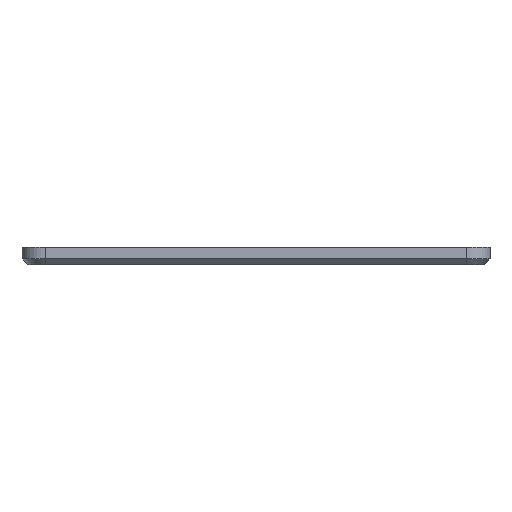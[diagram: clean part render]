
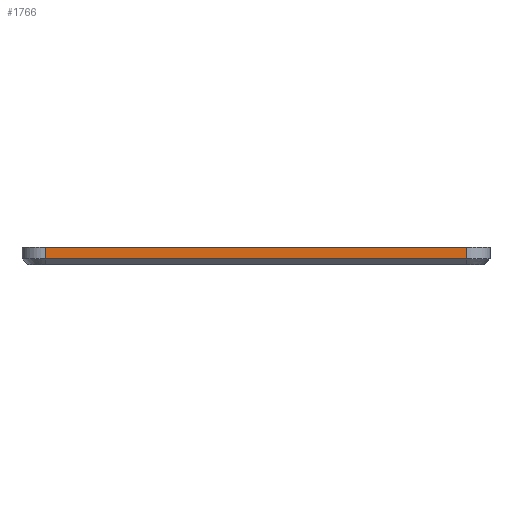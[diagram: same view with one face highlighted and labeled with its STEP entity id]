
A CAD part, left-side view. The second image highlights one B-rep face of the part: STEP entity #1766.
In plain terms, the highlighted planar face has unit normal (-1, 0, 0).
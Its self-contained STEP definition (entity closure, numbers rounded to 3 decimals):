
#381=FACE_OUTER_BOUND('',#466,.T.);
#466=EDGE_LOOP('',(#1307,#1308,#1309,#1310));
#677=LINE('',#2653,#772);
#694=LINE('',#2705,#789);
#695=LINE('',#2709,#790);
#696=LINE('',#2710,#791);
#772=VECTOR('',#2092,10.);
#789=VECTOR('',#2147,10.);
#790=VECTOR('',#2152,10.);
#791=VECTOR('',#2153,10.);
#864=VERTEX_POINT('',#2646);
#867=VERTEX_POINT('',#2651);
#883=VERTEX_POINT('',#2704);
#884=VERTEX_POINT('',#2708);
#1025=EDGE_CURVE('',#867,#864,#677,.T.);
#1051=EDGE_CURVE('',#864,#883,#694,.T.);
#1053=EDGE_CURVE('',#884,#867,#695,.T.);
#1054=EDGE_CURVE('',#883,#884,#696,.T.);
#1307=ORIENTED_EDGE('',*,*,#1025,.F.);
#1308=ORIENTED_EDGE('',*,*,#1053,.F.);
#1309=ORIENTED_EDGE('',*,*,#1054,.F.);
#1310=ORIENTED_EDGE('',*,*,#1051,.F.);
#1750=PLANE('',#1875);
#1766=ADVANCED_FACE('',(#381),#1750,.T.);
#1875=AXIS2_PLACEMENT_3D('',#2707,#2150,#2151);
#2092=DIRECTION('',(0.,1.,0.));
#2147=DIRECTION('',(0.,0.,1.));
#2150=DIRECTION('center_axis',(-1.,0.,0.));
#2151=DIRECTION('ref_axis',(0.,1.,0.));
#2152=DIRECTION('',(0.,0.,-1.));
#2153=DIRECTION('',(0.,-1.,0.));
#2646=CARTESIAN_POINT('',(-9.,5.,-2.));
#2651=CARTESIAN_POINT('',(-9.,-67.,-2.));
#2653=CARTESIAN_POINT('',(-9.,-51.,-2.));
#2704=CARTESIAN_POINT('',(-9.,5.,0.));
#2705=CARTESIAN_POINT('',(-9.,5.,0.));
#2707=CARTESIAN_POINT('Origin',(-9.,-71.,0.));
#2708=CARTESIAN_POINT('',(-9.,-67.,0.));
#2709=CARTESIAN_POINT('',(-9.,-67.,0.));
#2710=CARTESIAN_POINT('',(-9.,9.,0.));
